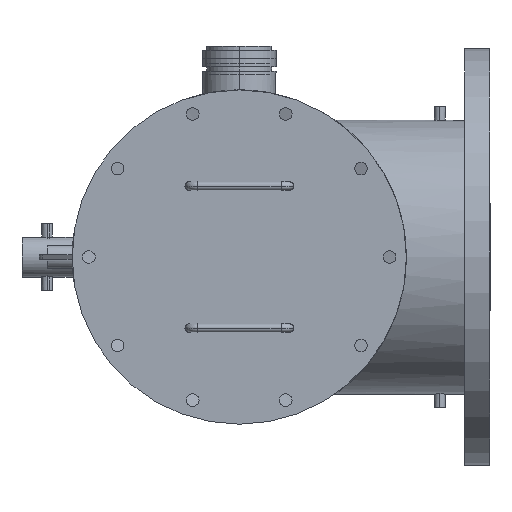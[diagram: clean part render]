
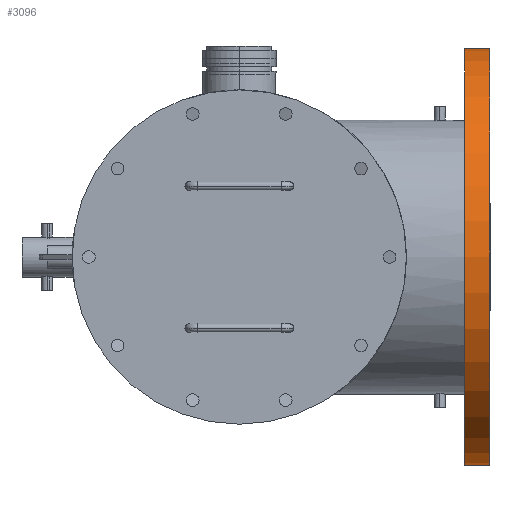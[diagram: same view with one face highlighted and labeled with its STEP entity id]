
A CAD part, left-side view. The second image highlights one B-rep face of the part: STEP entity #3096.
In plain terms, the highlighted cylindrical face has radius 317.5 mm (diameter 635 mm), a partial arc.
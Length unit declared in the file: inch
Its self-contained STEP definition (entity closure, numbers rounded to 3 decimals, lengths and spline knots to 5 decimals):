
#38 = CARTESIAN_POINT ( 'NONE',  ( 14.5593, -13.5, -12.5 ) ) ;
#462 = DIRECTION ( 'NONE',  ( 0., -1., 0. ) ) ;
#496 = EDGE_CURVE ( 'NONE', #3742, #6540, #11864, .T. ) ;
#500 = FACE_OUTER_BOUND ( 'NONE', #3536, .T. ) ;
#1457 = VECTOR ( 'NONE', #11050, 39.37008 ) ;
#1748 = AXIS2_PLACEMENT_3D ( 'NONE', #3119, #10363, #5203 ) ;
#3096 = ADVANCED_FACE ( 'NONE', ( #500 ), #7253, .T. ) ;
#3119 = CARTESIAN_POINT ( 'NONE',  ( 14.5593, -13.5, 0. ) ) ;
#3233 = CARTESIAN_POINT ( 'NONE',  ( 14.5593, -13.5, 12.5 ) ) ;
#3536 = EDGE_LOOP ( 'NONE', ( #10473, #8363, #8724, #3789 ) ) ;
#3742 = VERTEX_POINT ( 'NONE', #5989 ) ;
#3789 = ORIENTED_EDGE ( 'NONE', *, *, #496, .F. ) ;
#4438 = EDGE_CURVE ( 'NONE', #10194, #6540, #10471, .T. ) ;
#4689 = CARTESIAN_POINT ( 'NONE',  ( 14.5593, -15., 0. ) ) ;
#5057 = AXIS2_PLACEMENT_3D ( 'NONE', #4689, #9910, #9833 ) ;
#5203 = DIRECTION ( 'NONE',  ( 0., 0., -1. ) ) ;
#5787 = LINE ( 'NONE', #9972, #1457 ) ;
#5989 = CARTESIAN_POINT ( 'NONE',  ( 14.5593, -15., 12.5 ) ) ;
#6270 = EDGE_CURVE ( 'NONE', #8967, #10194, #8803, .T. ) ;
#6540 = VERTEX_POINT ( 'NONE', #12882 ) ;
#7253 = CYLINDRICAL_SURFACE ( 'NONE', #8749, 12.5 ) ;
#7555 = CARTESIAN_POINT ( 'NONE',  ( 14.5593, -13.5, 0. ) ) ;
#7865 = DIRECTION ( 'NONE',  ( 0., -1., 0. ) ) ;
#8363 = ORIENTED_EDGE ( 'NONE', *, *, #6270, .T. ) ;
#8724 = ORIENTED_EDGE ( 'NONE', *, *, #4438, .T. ) ;
#8749 = AXIS2_PLACEMENT_3D ( 'NONE', #7555, #7865, #8906 ) ;
#8803 = CIRCLE ( 'NONE', #1748, 12.5 ) ;
#8906 = DIRECTION ( 'NONE',  ( 0., 0., -1. ) ) ;
#8967 = VERTEX_POINT ( 'NONE', #3233 ) ;
#9741 = CARTESIAN_POINT ( 'NONE',  ( 14.5593, -13.5, -12.5 ) ) ;
#9833 = DIRECTION ( 'NONE',  ( 0., 0., -1. ) ) ;
#9910 = DIRECTION ( 'NONE',  ( 0., -1., 0. ) ) ;
#9972 = CARTESIAN_POINT ( 'NONE',  ( 14.5593, -13.5, 12.5 ) ) ;
#10194 = VERTEX_POINT ( 'NONE', #38 ) ;
#10363 = DIRECTION ( 'NONE',  ( 0., -1., 0. ) ) ;
#10471 = LINE ( 'NONE', #9741, #11110 ) ;
#10473 = ORIENTED_EDGE ( 'NONE', *, *, #10699, .F. ) ;
#10699 = EDGE_CURVE ( 'NONE', #8967, #3742, #5787, .T. ) ;
#11050 = DIRECTION ( 'NONE',  ( 0., -1., 0. ) ) ;
#11110 = VECTOR ( 'NONE', #462, 39.37008 ) ;
#11864 = CIRCLE ( 'NONE', #5057, 12.5 ) ;
#12882 = CARTESIAN_POINT ( 'NONE',  ( 14.5593, -15., -12.5 ) ) ;
